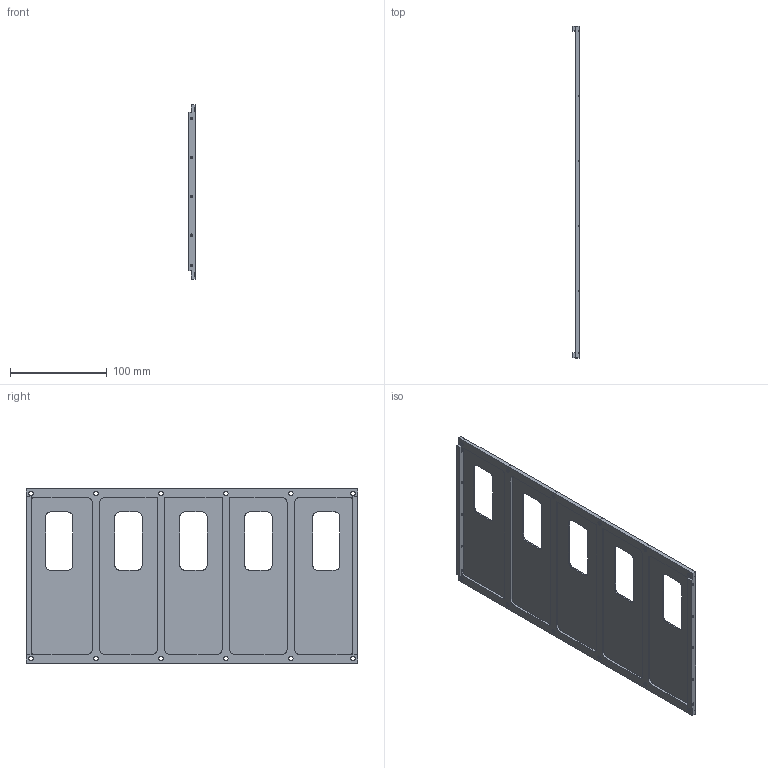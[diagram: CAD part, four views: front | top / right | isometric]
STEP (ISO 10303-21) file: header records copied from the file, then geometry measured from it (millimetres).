
FILE_DESCRIPTION (( 'STEP AP203' ), '1' );
FILE_NAME ('aw8-050-282.STEP', '2020-07-08T10:27:15', ( 'zhang' ), ( '' ), 'SwSTEP 2.0', 'SolidWorks 2016', '' );
FILE_SCHEMA (( 'CONFIG_CONTROL_DESIGN' ));
Length unit declared in the file: millimetre
Products named in the file (1): aw8-050-282
Bounding box: 6.5 x 342 x 180 mm (x, y, z)
Volume: 114810.7 mm3; surface area: 119645.4 mm2
Topology: 1 solids, 1 shells, 185 faces, 492 edges, 312 vertices
Faces by surface type: cylinder 104, plane 57, cone 24
Entity records: 5955 total; most frequent: DIRECTION 1072, CARTESIAN_POINT 990, ORIENTED_EDGE 984, EDGE_CURVE 492, AXIS2_PLACEMENT_3D 394, VERTEX_POINT 312, VECTOR 284, LINE 284
